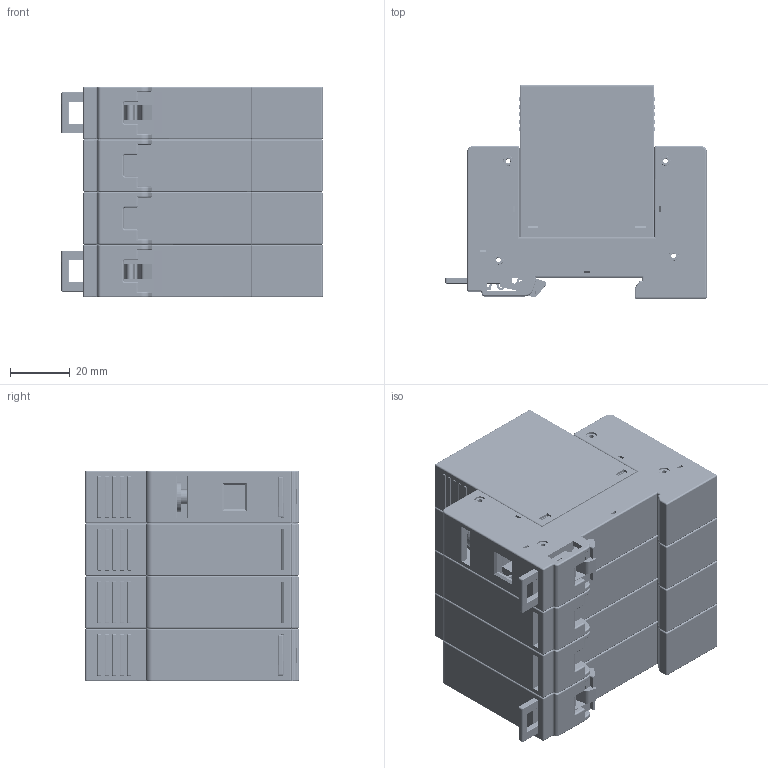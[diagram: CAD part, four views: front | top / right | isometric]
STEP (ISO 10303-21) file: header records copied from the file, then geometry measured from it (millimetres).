
FILE_DESCRIPTION((''),'2;1');
FILE_NAME('510749100_ASM','2019-08-14T11:48:12',('Sebastjan.kamensek'),('Audax d.o.o.'),'CREO PARAMETRIC BY PTC INC, 2017260','CREO PARAMETRIC BY PTC INC, 2017260','');
FILE_SCHEMA(('AP242_MANAGED_MODEL_BASED_3D_ENGINEERING_MIM_LF { 1 0 10303 442 1 1 4 }'));
Products named in the file (20): 510738104; 510738106; 510738107; 510738102; 513000124; 322429110; 501000132; 510737105_ASM; 510737107_DEF; 322305112; 505900110; 505900282; 505900158; 505900118; 510752102-VER04; 510752103_ASM; 505600152; 5100002XX_ASM; 510752200_ASM; 510749100_ASM
Assembly tree (35 placements, depth 4):
  510749100_ASM
    510738104  x3
    510738106
    510738107  x3
    510738102
    510737105_ASM
      513000124
      322429110
      501000132
    510737107_DEF  x4
    322305112  x2
    501000132  x4
    510752200_ASM  x4
      505900110
      505900282
      505900158
      505900118
      510752103_ASM
        510752102-VER04
      505600152
      5100002XX_ASM
Bounding box: 87.3 x 71.3 x 70.4 mm (x, y, z)
Volume: 128836.4 mm3; surface area: 230747 mm2
Topology: 49 solids, 49 shells, 7345 faces, 19244 edges, 12308 vertices
Faces by surface type: plane 5065, cylinder 1612, torus 210, sphere 198, bspline 132, cone 128
Entity records: 132062 total; most frequent: CARTESIAN_POINT 23113, ORIENTED_EDGE 16880, DIRECTION 16328, PRESENTATION_STYLE_ASSIGNMENT 8691, STYLED_ITEM 8684, CURVE_STYLE 8440, EDGE_CURVE 8440, VECTOR 6570
